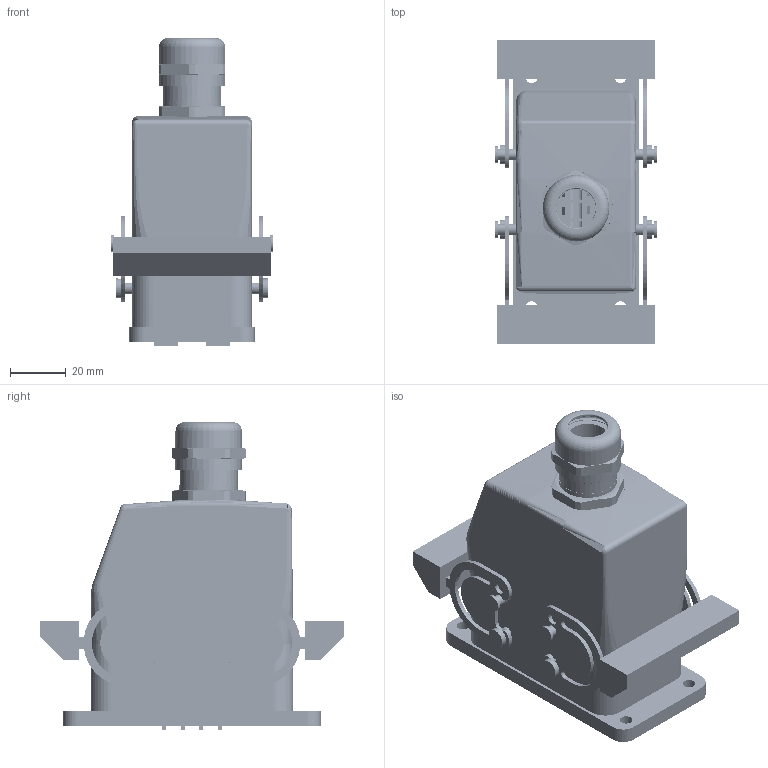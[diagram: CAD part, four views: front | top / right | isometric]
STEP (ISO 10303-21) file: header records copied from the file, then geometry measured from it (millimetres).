
FILE_DESCRIPTION(('CATIA V5 STEP Exchange','CAx-IF Rec.Pracs.--- Model Styling and Organization---1.4--- 2014-01-23'),'2;1');
FILE_NAME ('005098-1_2', '2021-12-08T14:01:59+00:00', ('none'), ('Weidmueller'), 'CATIA Version 5-6 Release 2016 SP3 HF44', 'CATIA V5 STEP AP214', 'none');
FILE_SCHEMA(('AUTOMOTIVE_DESIGN { 1 0 10303 214 1 1 1 1 }'));
Length unit declared in the file: millimetre
Products named in the file (1): 1061730000
Bounding box: 58 x 109 x 110.71 mm (x, y, z)
Volume: 150101.9 mm3; surface area: 133104.8 mm2
Topology: 5 solids, 6 shells, 7372 faces, 21864 edges, 14357 vertices
Faces by surface type: plane 4687, cylinder 1764, cone 482, torus 272, sphere 76, bspline 63, extrusion 20, revolution 8
Entity records: 250487 total; most frequent: CARTESIAN_POINT 66443, ORIENTED_EDGE 43500, DIRECTION 29530, EDGE_CURVE 21750, VECTOR 15134, LINE 15114, VERTEX_POINT 14357, AXIS2_PLACEMENT_3D 9242
